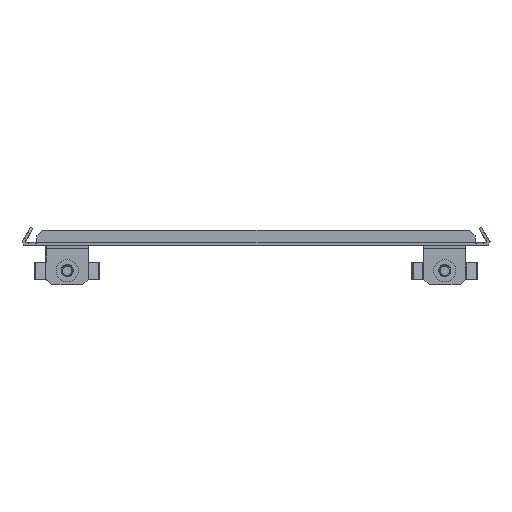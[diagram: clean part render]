
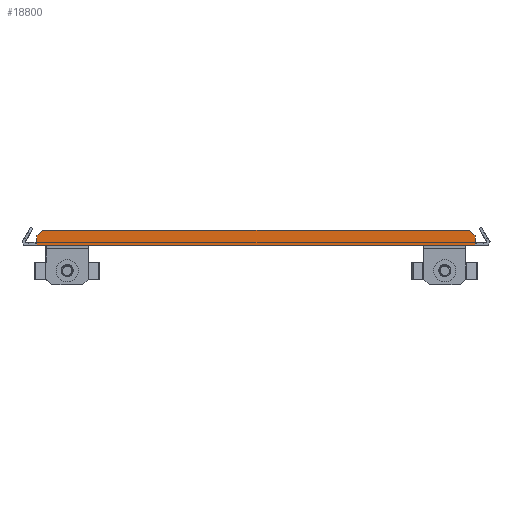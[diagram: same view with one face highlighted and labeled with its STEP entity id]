
A CAD part, left-side view. The second image highlights one B-rep face of the part: STEP entity #18800.
In plain terms, the highlighted planar face has unit normal (-1, 0, 0).
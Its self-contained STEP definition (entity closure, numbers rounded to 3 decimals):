
#68 = CARTESIAN_POINT ( 'NONE',  ( 1., -111.25, -1.5 ) ) ;
#126 = VERTEX_POINT ( 'NONE', #5644 ) ;
#140 = CARTESIAN_POINT ( 'NONE',  ( 1., -111.25, -1.5 ) ) ;
#1185 = VECTOR ( 'NONE', #10948, 1000. ) ;
#1207 = DIRECTION ( 'NONE',  ( 0., 0., -1. ) ) ;
#1234 = LINE ( 'NONE', #30274, #1185 ) ;
#1794 = LINE ( 'NONE', #23658, #24571 ) ;
#1846 = VERTEX_POINT ( 'NONE', #15515 ) ;
#1884 = VERTEX_POINT ( 'NONE', #29748 ) ;
#2328 = ORIENTED_EDGE ( 'NONE', *, *, #31354, .T. ) ;
#2372 = VECTOR ( 'NONE', #1207, 1000. ) ;
#2446 = VERTEX_POINT ( 'NONE', #14306 ) ;
#2453 = CARTESIAN_POINT ( 'NONE',  ( 1., -171.699, 58.949 ) ) ;
#2812 = PLANE ( 'NONE',  #4318 ) ;
#3131 = ORIENTED_EDGE ( 'NONE', *, *, #26641, .T. ) ;
#4284 = CARTESIAN_POINT ( 'NONE',  ( 1., -227.147, -1.5 ) ) ;
#4318 = AXIS2_PLACEMENT_3D ( 'NONE', #20206, #13006, #12846 ) ;
#5205 = VERTEX_POINT ( 'NONE', #8515 ) ;
#5377 = DIRECTION ( 'NONE',  ( 0., 0.707, -0.707 ) ) ;
#5644 = CARTESIAN_POINT ( 'NONE',  ( 1., -224.147, 6.5 ) ) ;
#5800 = LINE ( 'NONE', #22601, #24170 ) ;
#5958 = DIRECTION ( 'NONE',  ( 0., 0., -1. ) ) ;
#6004 = CARTESIAN_POINT ( 'NONE',  ( 1., -22.5, -1.5 ) ) ;
#6293 = ORIENTED_EDGE ( 'NONE', *, *, #30136, .F. ) ;
#6420 = CARTESIAN_POINT ( 'NONE',  ( 1., 4.647, -1.5 ) ) ;
#7074 = CARTESIAN_POINT ( 'NONE',  ( 1., -111.25, 6.5 ) ) ;
#7128 = EDGE_CURVE ( 'NONE', #1846, #28251, #23779, .T. ) ;
#7278 = ORIENTED_EDGE ( 'NONE', *, *, #24021, .T. ) ;
#7513 = VECTOR ( 'NONE', #22031, 1000. ) ;
#8060 = FACE_OUTER_BOUND ( 'NONE', #26611, .T. ) ;
#8515 = CARTESIAN_POINT ( 'NONE',  ( 1., -0.155, -1.5 ) ) ;
#8660 = VECTOR ( 'NONE', #29100, 1000. ) ;
#8989 = LINE ( 'NONE', #6420, #24459 ) ;
#9902 = VECTOR ( 'NONE', #5377, 1000. ) ;
#10948 = DIRECTION ( 'NONE',  ( 0., 0., 1. ) ) ;
#11823 = VECTOR ( 'NONE', #31430, 1000. ) ;
#12009 = LINE ( 'NONE', #2453, #8660 ) ;
#12412 = CARTESIAN_POINT ( 'NONE',  ( 1., 4.647, -1.5 ) ) ;
#12831 = CARTESIAN_POINT ( 'NONE',  ( 1., -227.147, 1. ) ) ;
#12846 = DIRECTION ( 'NONE',  ( 0., 0., 1. ) ) ;
#12850 = ORIENTED_EDGE ( 'NONE', *, *, #29105, .T. ) ;
#13006 = DIRECTION ( 'NONE',  ( 1., 0., 0. ) ) ;
#13166 = LINE ( 'NONE', #23388, #2372 ) ;
#14067 = EDGE_CURVE ( 'NONE', #5205, #18523, #1794, .T. ) ;
#14306 = CARTESIAN_POINT ( 'NONE',  ( 1., -227.147, 3.5 ) ) ;
#14310 = ORIENTED_EDGE ( 'NONE', *, *, #14067, .T. ) ;
#14374 = DIRECTION ( 'NONE',  ( 0., -1., 0. ) ) ;
#14518 = VECTOR ( 'NONE', #17122, 1000. ) ;
#15054 = VERTEX_POINT ( 'NONE', #20158 ) ;
#15515 = CARTESIAN_POINT ( 'NONE',  ( 1., -222.345, -1.5 ) ) ;
#15593 = EDGE_CURVE ( 'NONE', #26443, #5205, #19133, .T. ) ;
#16204 = ORIENTED_EDGE ( 'NONE', *, *, #27033, .T. ) ;
#16736 = VERTEX_POINT ( 'NONE', #28597 ) ;
#17054 = VERTEX_POINT ( 'NONE', #18020 ) ;
#17122 = DIRECTION ( 'NONE',  ( 0., -1., 0. ) ) ;
#17514 = CARTESIAN_POINT ( 'NONE',  ( 1., -50.802, 58.949 ) ) ;
#17825 = ORIENTED_EDGE ( 'NONE', *, *, #18378, .T. ) ;
#18020 = CARTESIAN_POINT ( 'NONE',  ( 1., 4.647, 1. ) ) ;
#18378 = EDGE_CURVE ( 'NONE', #15054, #16736, #19925, .T. ) ;
#18523 = VERTEX_POINT ( 'NONE', #6004 ) ;
#18580 = DIRECTION ( 'NONE',  ( 0., 1., 0. ) ) ;
#18800 = ADVANCED_FACE ( 'NONE', ( #8060 ), #2812, .F. ) ;
#18918 = ORIENTED_EDGE ( 'NONE', *, *, #7128, .T. ) ;
#18985 = CARTESIAN_POINT ( 'NONE',  ( 1., -111.25, -1.5 ) ) ;
#19133 = LINE ( 'NONE', #140, #11823 ) ;
#19925 = LINE ( 'NONE', #17514, #9902 ) ;
#20003 = LINE ( 'NONE', #68, #14518 ) ;
#20158 = CARTESIAN_POINT ( 'NONE',  ( 1., 1.647, 6.5 ) ) ;
#20206 = CARTESIAN_POINT ( 'NONE',  ( 1., -111.25, -1.5 ) ) ;
#21455 = ORIENTED_EDGE ( 'NONE', *, *, #24083, .T. ) ;
#22031 = DIRECTION ( 'NONE',  ( 0., -1., 0. ) ) ;
#22601 = CARTESIAN_POINT ( 'NONE',  ( 1., 4.647, 1. ) ) ;
#23370 = DIRECTION ( 'NONE',  ( 0., 0., -1. ) ) ;
#23388 = CARTESIAN_POINT ( 'NONE',  ( 1., -227.147, -1.5 ) ) ;
#23523 = ORIENTED_EDGE ( 'NONE', *, *, #29239, .T. ) ;
#23658 = CARTESIAN_POINT ( 'NONE',  ( 1., -111.25, -1.5 ) ) ;
#23779 = LINE ( 'NONE', #26333, #27239 ) ;
#24021 = EDGE_CURVE ( 'NONE', #16736, #17054, #8989, .T. ) ;
#24083 = EDGE_CURVE ( 'NONE', #2446, #126, #12009, .T. ) ;
#24170 = VECTOR ( 'NONE', #5958, 1000. ) ;
#24459 = VECTOR ( 'NONE', #23370, 1000. ) ;
#24571 = VECTOR ( 'NONE', #14374, 1000. ) ;
#24720 = VECTOR ( 'NONE', #18580, 1000. ) ;
#24997 = LINE ( 'NONE', #18985, #7513 ) ;
#25671 = VERTEX_POINT ( 'NONE', #12831 ) ;
#26167 = DIRECTION ( 'NONE',  ( 0., -1., 0. ) ) ;
#26333 = CARTESIAN_POINT ( 'NONE',  ( 1., -111.25, -1.5 ) ) ;
#26443 = VERTEX_POINT ( 'NONE', #12412 ) ;
#26611 = EDGE_LOOP ( 'NONE', ( #7278, #16204, #27404, #14310, #2328, #23523, #18918, #6293, #3131, #21455, #12850, #17825 ) ) ;
#26641 = EDGE_CURVE ( 'NONE', #25671, #2446, #1234, .T. ) ;
#27033 = EDGE_CURVE ( 'NONE', #17054, #26443, #5800, .T. ) ;
#27239 = VECTOR ( 'NONE', #26167, 1000. ) ;
#27404 = ORIENTED_EDGE ( 'NONE', *, *, #15593, .T. ) ;
#28251 = VERTEX_POINT ( 'NONE', #4284 ) ;
#28597 = CARTESIAN_POINT ( 'NONE',  ( 1., 4.647, 3.5 ) ) ;
#29100 = DIRECTION ( 'NONE',  ( 0., 0.707, 0.707 ) ) ;
#29105 = EDGE_CURVE ( 'NONE', #126, #15054, #31205, .T. ) ;
#29239 = EDGE_CURVE ( 'NONE', #1884, #1846, #20003, .T. ) ;
#29748 = CARTESIAN_POINT ( 'NONE',  ( 1., -200., -1.5 ) ) ;
#30136 = EDGE_CURVE ( 'NONE', #25671, #28251, #13166, .T. ) ;
#30274 = CARTESIAN_POINT ( 'NONE',  ( 1., -227.147, -1.5 ) ) ;
#31205 = LINE ( 'NONE', #7074, #24720 ) ;
#31354 = EDGE_CURVE ( 'NONE', #18523, #1884, #24997, .T. ) ;
#31430 = DIRECTION ( 'NONE',  ( 0., -1., 0. ) ) ;
